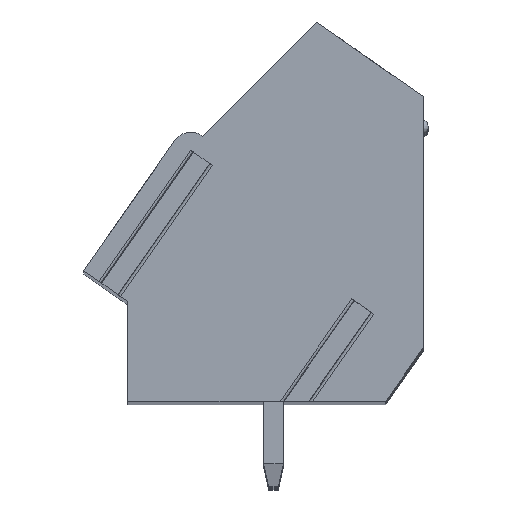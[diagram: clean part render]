
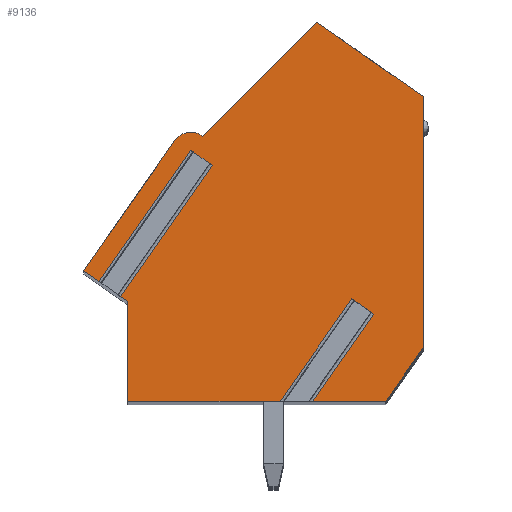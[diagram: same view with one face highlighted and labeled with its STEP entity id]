
A CAD part, top view. The second image highlights one B-rep face of the part: STEP entity #9136.
In plain terms, the highlighted planar face has unit normal (0, 0, 1).
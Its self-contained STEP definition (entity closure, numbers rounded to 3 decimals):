
#14=DIRECTION('',(-0.819,0.574,0.));
#15=VECTOR('',#14,1.085);
#16=CARTESIAN_POINT('',(4.498,-3.239,78.74));
#17=LINE('',#16,#15);
#18=DIRECTION('',(-0.574,-0.819,0.));
#19=VECTOR('',#18,5.115);
#20=CARTESIAN_POINT('',(3.61,-2.616,78.74));
#21=LINE('',#20,#19);
#22=DIRECTION('',(1.,0.,0.));
#23=VECTOR('',#22,6.246);
#24=CARTESIAN_POINT('',(-5.57,-6.807,78.74));
#25=LINE('',#24,#23);
#26=DIRECTION('',(0.,-1.,0.));
#27=VECTOR('',#26,4.087);
#28=CARTESIAN_POINT('',(-5.57,-2.72,78.74));
#29=LINE('',#28,#27);
#30=DIRECTION('',(0.819,-0.574,0.));
#31=VECTOR('',#30,0.355);
#32=CARTESIAN_POINT('',(-5.861,-2.516,78.74));
#33=LINE('',#32,#31);
#34=DIRECTION('',(-0.574,-0.819,0.));
#35=VECTOR('',#34,6.55);
#36=CARTESIAN_POINT('',(-2.104,2.849,78.74));
#37=LINE('',#36,#35);
#38=DIRECTION('',(-0.819,0.574,0.));
#39=VECTOR('',#38,1.085);
#40=CARTESIAN_POINT('',(-2.104,2.849,78.74));
#41=LINE('',#40,#39);
#42=DIRECTION('',(-0.574,-0.819,0.));
#43=VECTOR('',#42,6.55);
#44=CARTESIAN_POINT('',(-2.993,3.471,78.74));
#45=LINE('',#44,#43);
#46=DIRECTION('',(0.819,-0.574,0.));
#47=VECTOR('',#46,0.757);
#48=CARTESIAN_POINT('',(-7.37,-1.46,78.74));
#49=LINE('',#48,#47);
#50=DIRECTION('',(-0.574,-0.819,0.));
#51=VECTOR('',#50,6.486);
#52=CARTESIAN_POINT('',(-3.65,3.853,78.74));
#53=LINE('',#52,#51);
#54=CARTESIAN_POINT('',(-2.986,3.406,78.74));
#55=DIRECTION('',(0.,0.,1.));
#56=DIRECTION('',(0.598,0.802,0.));
#57=AXIS2_PLACEMENT_3D('',#54,#55,#56);
#59=DIRECTION('',(-0.707,-0.707,0.));
#60=VECTOR('',#59,6.609);
#61=CARTESIAN_POINT('',(2.165,8.721,78.74));
#62=LINE('',#61,#60);
#63=DIRECTION('',(-0.819,0.574,0.));
#64=VECTOR('',#63,5.329);
#65=CARTESIAN_POINT('',(6.53,5.664,78.74));
#66=LINE('',#65,#64);
#67=DIRECTION('',(0.,1.,0.));
#68=VECTOR('',#67,10.286);
#69=CARTESIAN_POINT('',(6.53,-4.622,78.74));
#70=LINE('',#69,#68);
#71=DIRECTION('',(0.574,0.819,0.));
#72=VECTOR('',#71,2.667);
#73=CARTESIAN_POINT('',(5.,-6.807,78.74));
#74=LINE('',#73,#72);
#75=DIRECTION('',(1.,0.,0.));
#76=VECTOR('',#75,3.);
#77=CARTESIAN_POINT('',(2.,-6.807,78.74));
#78=LINE('',#77,#76);
#79=DIRECTION('',(-0.574,-0.819,0.));
#80=VECTOR('',#79,4.355);
#81=CARTESIAN_POINT('',(4.498,-3.239,78.74));
#82=LINE('',#81,#80);
#7158=CARTESIAN_POINT('',(-2.508,4.048,78.74));
#7159=CARTESIAN_POINT('',(-3.65,3.853,78.74));
#7160=VERTEX_POINT('',#7158);
#7161=VERTEX_POINT('',#7159);
#7162=CARTESIAN_POINT('',(-7.37,-1.46,78.74));
#7163=VERTEX_POINT('',#7162);
#7164=CARTESIAN_POINT('',(-5.57,-2.72,78.74));
#7165=CARTESIAN_POINT('',(-5.57,-6.807,78.74));
#7166=VERTEX_POINT('',#7164);
#7167=VERTEX_POINT('',#7165);
#7168=CARTESIAN_POINT('',(5.,-6.807,78.74));
#7169=CARTESIAN_POINT('',(6.53,-4.622,78.74));
#7170=VERTEX_POINT('',#7168);
#7171=VERTEX_POINT('',#7169);
#7172=CARTESIAN_POINT('',(6.53,5.664,78.74));
#7173=VERTEX_POINT('',#7172);
#7174=CARTESIAN_POINT('',(2.165,8.721,78.74));
#7175=VERTEX_POINT('',#7174);
#7302=CARTESIAN_POINT('',(-2.104,2.849,78.74));
#7303=CARTESIAN_POINT('',(-2.993,3.471,78.74));
#7304=VERTEX_POINT('',#7302);
#7305=VERTEX_POINT('',#7303);
#7306=CARTESIAN_POINT('',(-5.861,-2.516,
78.74));
#7307=VERTEX_POINT('',#7306);
#7308=CARTESIAN_POINT('',(-6.75,-1.894,
78.74));
#7309=VERTEX_POINT('',#7308);
#7357=CARTESIAN_POINT('',(4.498,-3.239,78.74));
#7358=CARTESIAN_POINT('',(3.61,-2.616,78.74));
#7359=VERTEX_POINT('',#7357);
#7360=VERTEX_POINT('',#7358);
#7361=CARTESIAN_POINT('',(2.,-6.807,78.74));
#7362=VERTEX_POINT('',#7361);
#7363=CARTESIAN_POINT('',(0.676,-6.807,78.74));
#7364=VERTEX_POINT('',#7363);
#9095=CARTESIAN_POINT('',(0.,0.,78.74));
#9096=DIRECTION('',(0.,0.,1.));
#9097=DIRECTION('',(1.,0.,0.));
#9098=AXIS2_PLACEMENT_3D('',#9095,#9096,#9097);
#9099=PLANE('',#9098);
#9101=ORIENTED_EDGE('',*,*,#9100,.T.);
#9103=ORIENTED_EDGE('',*,*,#9102,.T.);
#9105=ORIENTED_EDGE('',*,*,#9104,.F.);
#9107=ORIENTED_EDGE('',*,*,#9106,.F.);
#9109=ORIENTED_EDGE('',*,*,#9108,.F.);
#9111=ORIENTED_EDGE('',*,*,#9110,.F.);
#9113=ORIENTED_EDGE('',*,*,#9112,.T.);
#9115=ORIENTED_EDGE('',*,*,#9114,.T.);
#9117=ORIENTED_EDGE('',*,*,#9116,.F.);
#9119=ORIENTED_EDGE('',*,*,#9118,.F.);
#9121=ORIENTED_EDGE('',*,*,#9120,.F.);
#9123=ORIENTED_EDGE('',*,*,#9122,.F.);
#9125=ORIENTED_EDGE('',*,*,#9124,.F.);
#9127=ORIENTED_EDGE('',*,*,#9126,.F.);
#9129=ORIENTED_EDGE('',*,*,#9128,.F.);
#9131=ORIENTED_EDGE('',*,*,#9130,.F.);
#9133=ORIENTED_EDGE('',*,*,#9132,.F.);
#9134=EDGE_LOOP('',(#9101,#9103,#9105,#9107,#9109,#9111,#9113,#9115,#9117,#9119,
#9121,#9123,#9125,#9127,#9129,#9131,#9133));
#9135=FACE_OUTER_BOUND('',#9134,.F.);
#58=CIRCLE('',#57,0.8);
#9100=EDGE_CURVE('',#7359,#7360,#17,.T.);
#9102=EDGE_CURVE('',#7360,#7364,#21,.T.);
#9104=EDGE_CURVE('',#7167,#7364,#25,.T.);
#9106=EDGE_CURVE('',#7166,#7167,#29,.T.);
#9108=EDGE_CURVE('',#7307,#7166,#33,.T.);
#9110=EDGE_CURVE('',#7304,#7307,#37,.T.);
#9112=EDGE_CURVE('',#7304,#7305,#41,.T.);
#9114=EDGE_CURVE('',#7305,#7309,#45,.T.);
#9116=EDGE_CURVE('',#7163,#7309,#49,.T.);
#9118=EDGE_CURVE('',#7161,#7163,#53,.T.);
#9120=EDGE_CURVE('',#7160,#7161,#58,.T.);
#9122=EDGE_CURVE('',#7175,#7160,#62,.T.);
#9124=EDGE_CURVE('',#7173,#7175,#66,.T.);
#9126=EDGE_CURVE('',#7171,#7173,#70,.T.);
#9128=EDGE_CURVE('',#7170,#7171,#74,.T.);
#9130=EDGE_CURVE('',#7362,#7170,#78,.T.);
#9132=EDGE_CURVE('',#7359,#7362,#82,.T.);
#9136=ADVANCED_FACE('',(#9135),#9099,.T.);
